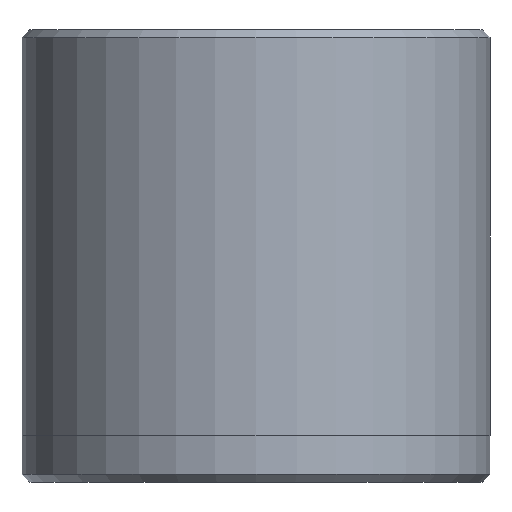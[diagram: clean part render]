
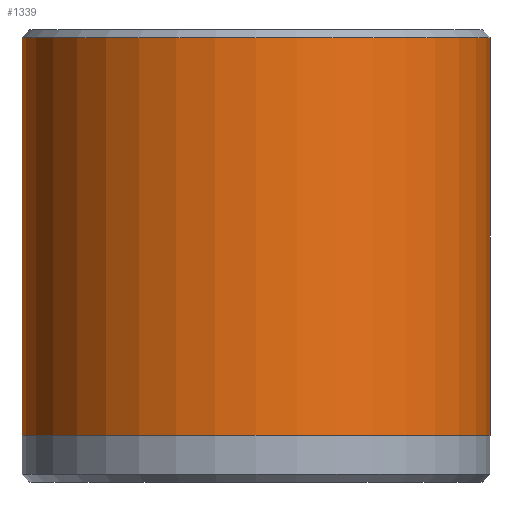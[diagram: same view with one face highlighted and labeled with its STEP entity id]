
A CAD part, front view. The second image highlights one B-rep face of the part: STEP entity #1339.
In plain terms, the highlighted cylindrical face has radius 15 mm (diameter 30 mm), a partial arc.
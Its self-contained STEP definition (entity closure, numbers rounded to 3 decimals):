
#57 = VERTEX_POINT ( 'NONE', #842 ) ;
#77 = DIRECTION ( 'NONE',  ( 1., 0., 0. ) ) ;
#132 = ORIENTED_EDGE ( 'NONE', *, *, #791, .T. ) ;
#179 = FACE_OUTER_BOUND ( 'NONE', #565, .T. ) ;
#206 = DIRECTION ( 'NONE',  ( 0., 0., -1. ) ) ;
#227 = CARTESIAN_POINT ( 'NONE',  ( -15., 0., 28.5 ) ) ;
#239 = ORIENTED_EDGE ( 'NONE', *, *, #765, .F. ) ;
#265 = CARTESIAN_POINT ( 'NONE',  ( -15., 0., 3. ) ) ;
#360 = DIRECTION ( 'NONE',  ( 0., 0., -1. ) ) ;
#376 = AXIS2_PLACEMENT_3D ( 'NONE', #1574, #885, #77 ) ;
#439 = LINE ( 'NONE', #993, #758 ) ;
#565 = EDGE_LOOP ( 'NONE', ( #239, #1406, #132, #714 ) ) ;
#630 = DIRECTION ( 'NONE',  ( 0., 0., -1. ) ) ;
#656 = AXIS2_PLACEMENT_3D ( 'NONE', #1116, #360, #1247 ) ;
#714 = ORIENTED_EDGE ( 'NONE', *, *, #811, .F. ) ;
#758 = VECTOR ( 'NONE', #206, 1000. ) ;
#765 = EDGE_CURVE ( 'NONE', #1337, #57, #1141, .T. ) ;
#791 = EDGE_CURVE ( 'NONE', #1277, #1002, #439, .T. ) ;
#808 = EDGE_CURVE ( 'NONE', #1337, #1277, #1402, .T. ) ;
#811 = EDGE_CURVE ( 'NONE', #57, #1002, #1377, .T. ) ;
#824 = VECTOR ( 'NONE', #630, 1000. ) ;
#842 = CARTESIAN_POINT ( 'NONE',  ( 15., 0., 3. ) ) ;
#885 = DIRECTION ( 'NONE',  ( 0., 0., -1. ) ) ;
#968 = DIRECTION ( 'NONE',  ( -1., 0., 0. ) ) ;
#993 = CARTESIAN_POINT ( 'NONE',  ( -15., 0., 29. ) ) ;
#1002 = VERTEX_POINT ( 'NONE', #265 ) ;
#1065 = AXIS2_PLACEMENT_3D ( 'NONE', #1211, #1426, #968 ) ;
#1116 = CARTESIAN_POINT ( 'NONE',  ( 0., 0., 3. ) ) ;
#1141 = LINE ( 'NONE', #1343, #824 ) ;
#1211 = CARTESIAN_POINT ( 'NONE',  ( 0., 0., 29. ) ) ;
#1247 = DIRECTION ( 'NONE',  ( -1., 0., 0. ) ) ;
#1277 = VERTEX_POINT ( 'NONE', #227 ) ;
#1322 = CARTESIAN_POINT ( 'NONE',  ( 15., 0., 28.5 ) ) ;
#1337 = VERTEX_POINT ( 'NONE', #1322 ) ;
#1339 = ADVANCED_FACE ( 'NONE', ( #179 ), #1501, .T. ) ;
#1343 = CARTESIAN_POINT ( 'NONE',  ( 15., 0., 29. ) ) ;
#1377 = CIRCLE ( 'NONE', #656, 15. ) ;
#1402 = CIRCLE ( 'NONE', #376, 15. ) ;
#1406 = ORIENTED_EDGE ( 'NONE', *, *, #808, .T. ) ;
#1426 = DIRECTION ( 'NONE',  ( 0., 0., -1. ) ) ;
#1501 = CYLINDRICAL_SURFACE ( 'NONE', #1065, 15. ) ;
#1574 = CARTESIAN_POINT ( 'NONE',  ( 0., 0., 28.5 ) ) ;
